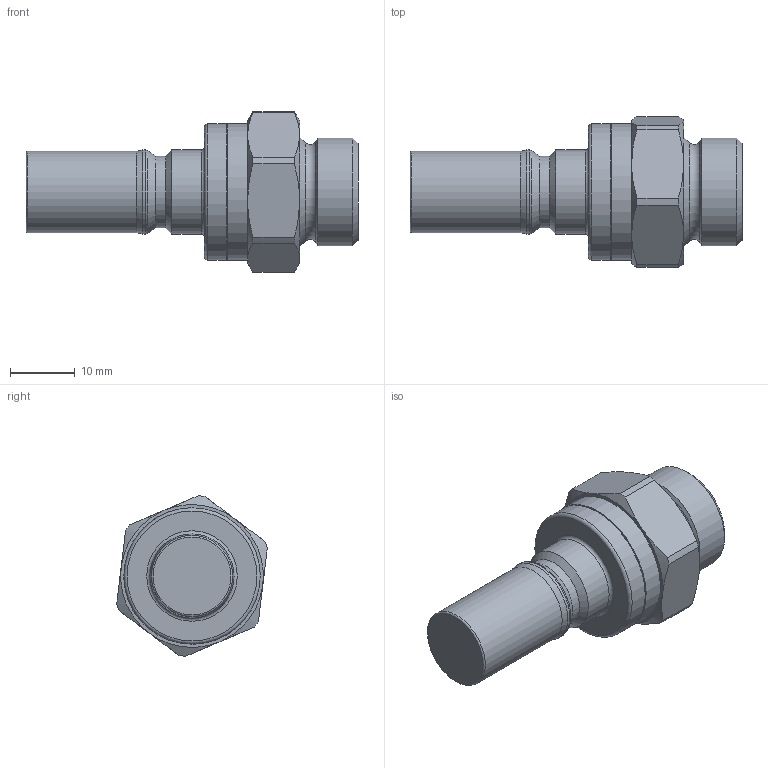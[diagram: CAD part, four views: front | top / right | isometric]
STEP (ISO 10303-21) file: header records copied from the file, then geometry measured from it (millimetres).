
FILE_DESCRIPTION((''),'2;1');
FILE_NAME('206slaw17evx.stp','2014-01-21T15:44:30',('IA176480'),(''),'Autodesk Inventor 2013','Autodesk Inventor 2013','');
FILE_SCHEMA(('AUTOMOTIVE_DESIGN { 1 0 10303 214 1 1 1 1 }'));
Length unit declared in the file: millimetre
Products named in the file (1): D108139
Bounding box: 51.15 x 23.22 x 24.73 mm (x, y, z)
Volume: 10559.2 mm3; surface area: 5024.7 mm2
Topology: 1 solids, 4 shells, 70 faces, 143 edges, 83 vertices
Faces by surface type: cone 26, cylinder 21, plane 16, torus 7
Full cylindrical faces by diameter (mm): 9.76 x1, 10.2 x1, 11 x1, 12.5 x1, 12.95 x2, 14.036 x1, 14.45 x1, 16.65 x2, 16.662 x1, 17 x1, 19.7 x1, 21 x2
Entity records: 1669 total; most frequent: CARTESIAN_POINT 303, DIRECTION 290, ORIENTED_EDGE 208, AXIS2_PLACEMENT_3D 139, EDGE_LOOP 114, EDGE_CURVE 104, VERTEX_POINT 80, FACE_OUTER_BOUND 70
